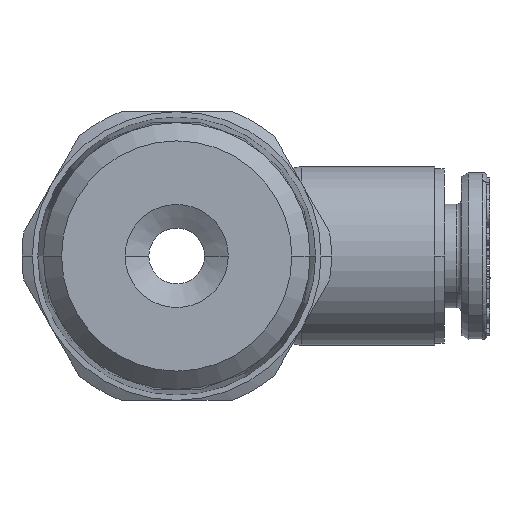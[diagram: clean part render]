
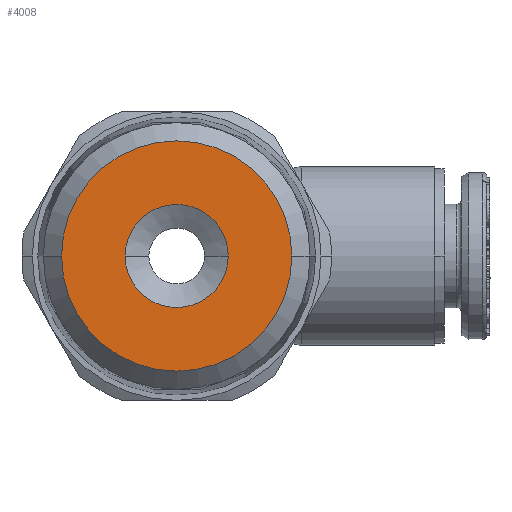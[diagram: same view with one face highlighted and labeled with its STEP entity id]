
A CAD part, left-side view. The second image highlights one B-rep face of the part: STEP entity #4008.
In plain terms, the highlighted planar face has unit normal (-1, 0, 0).
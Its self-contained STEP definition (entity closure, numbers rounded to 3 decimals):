
#4008=ADVANCED_FACE('',(#8206,#8207),#8208,.T.);
#8206=FACE_OUTER_BOUND('',#16682,.T.);
#8207=FACE_BOUND('',#16683,.T.);
#8208=PLANE('',#16684);
#16682=EDGE_LOOP('',(#28280,#28281));
#16683=EDGE_LOOP('',(#28282,#28283));
#16684=AXIS2_PLACEMENT_3D('',#28284,#28285,#28286);
#28280=ORIENTED_EDGE('',*,*,#32790,.T.);
#28281=ORIENTED_EDGE('',*,*,#32703,.T.);
#28282=ORIENTED_EDGE('',*,*,#30675,.F.);
#28283=ORIENTED_EDGE('',*,*,#33860,.F.);
#28284=CARTESIAN_POINT('',(-28.35,0.0,0.0));
#28285=DIRECTION('',(-1.0,0.0,0.0));
#28286=DIRECTION('',(0.0,0.0,-1.0));
#30675=EDGE_CURVE('',#36401,#36404,#36405,.T.);
#32703=EDGE_CURVE('',#39623,#39625,#39627,.T.);
#32790=EDGE_CURVE('',#39625,#39623,#39743,.T.);
#33860=EDGE_CURVE('',#36404,#36401,#41127,.T.);
#36401=VERTEX_POINT('',#45109);
#36404=VERTEX_POINT('',#45113);
#36405=CIRCLE('',#45114,2.5);
#39623=VERTEX_POINT('',#51826);
#39625=VERTEX_POINT('',#51829);
#39627=CIRCLE('',#51832,5.583);
#39743=CIRCLE('',#52006,5.583);
#41127=CIRCLE('',#55105,2.5);
#45109=CARTESIAN_POINT('',(-28.35,2.5,0.0));
#45113=CARTESIAN_POINT('',(-28.35,-2.5,0.));
#45114=AXIS2_PLACEMENT_3D('',#58219,#58220,#58221);
#51826=CARTESIAN_POINT('',(-28.35,-5.583,0.));
#51829=CARTESIAN_POINT('',(-28.35,5.583,0.0));
#51832=AXIS2_PLACEMENT_3D('',#60801,#60802,#60803);
#52006=AXIS2_PLACEMENT_3D('',#60911,#60912,#60913);
#55105=AXIS2_PLACEMENT_3D('',#62091,#62092,#62093);
#58219=CARTESIAN_POINT('',(-28.35,0.0,0.0));
#58220=DIRECTION('',(-1.0,0.0,0.0));
#58221=DIRECTION('',(0.0,1.0,0.0));
#60801=CARTESIAN_POINT('',(-28.35,0.0,0.0));
#60802=DIRECTION('',(-1.0,0.0,0.0));
#60803=DIRECTION('',(0.0,-1.0,0.0));
#60911=CARTESIAN_POINT('',(-28.35,0.0,0.0));
#60912=DIRECTION('',(-1.0,0.0,0.0));
#60913=DIRECTION('',(0.0,-1.0,0.0));
#62091=CARTESIAN_POINT('',(-28.35,0.0,0.0));
#62092=DIRECTION('',(-1.0,0.0,0.0));
#62093=DIRECTION('',(0.0,1.0,0.0));
